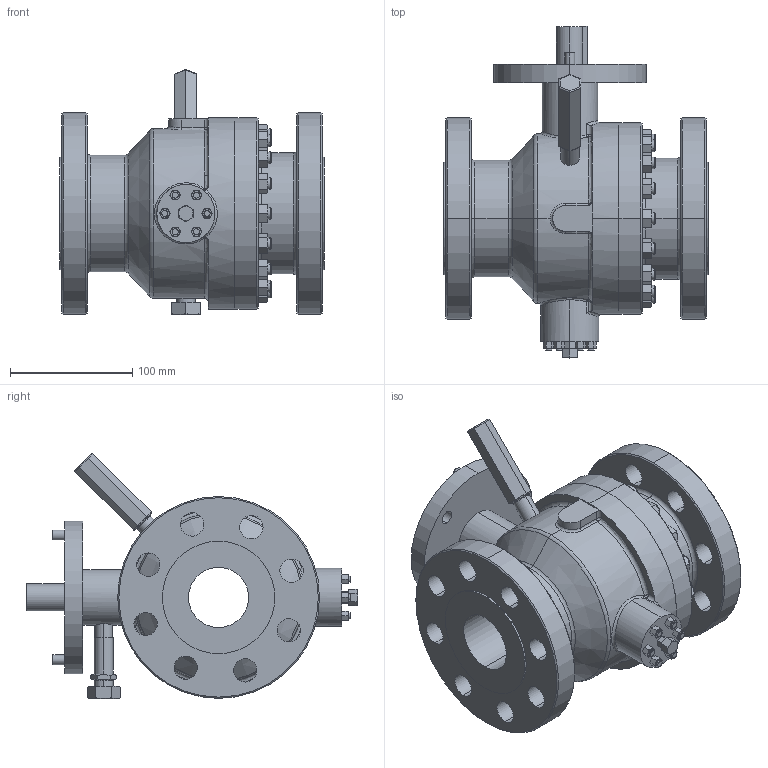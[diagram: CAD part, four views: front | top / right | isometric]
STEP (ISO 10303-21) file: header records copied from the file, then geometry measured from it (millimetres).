
FILE_DESCRIPTION (( 'STEP AP203' ), '1' );
FILE_NAME ('02-B2-300-RF-B.STEP', '2026-03-21T01:37:24', ( 'hp' ), ( '' ), 'SwSTEP 2.0', 'SolidWorks 2022', '' );
FILE_SCHEMA (( 'CONFIG_CONTROL_DESIGN' ));
Length unit declared in the file: millimetre
Products named in the file (1): 02-B2-300-RF-B
Bounding box: 216 x 271.5 x 200.41 mm (x, y, z)
Volume: 2972486.1 mm3; surface area: 284925.3 mm2
Topology: 31 solids, 31 shells, 779 faces, 1698 edges, 1007 vertices
Faces by surface type: cone 301, plane 277, cylinder 160, bspline 25, torus 16
Entity records: 25339 total; most frequent: CARTESIAN_POINT 9127, ORIENTED_EDGE 3384, DIRECTION 3225, EDGE_CURVE 1692, AXIS2_PLACEMENT_3D 1374, VERTEX_POINT 1007, EDGE_LOOP 853, FACE_OUTER_BOUND 779
